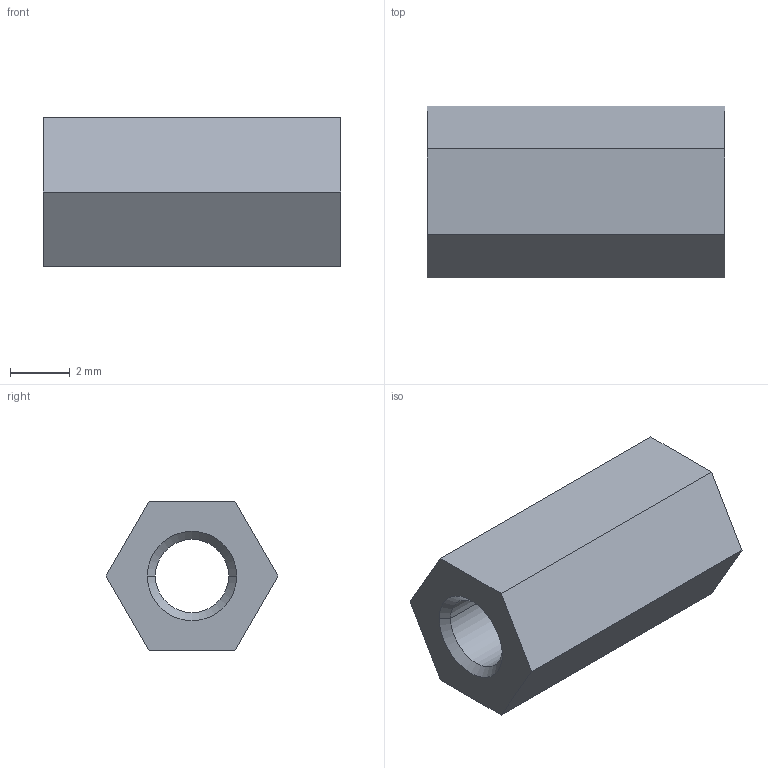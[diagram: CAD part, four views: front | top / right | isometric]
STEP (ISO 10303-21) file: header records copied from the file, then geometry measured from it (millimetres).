
FILE_DESCRIPTION(('STEP AP214'),'1');
FILE_NAME('yp-410.stp','2016-09-15T10:18:25',('TraceParts'),('TraceParts S.A.'),'Spatial InterOp 3D',' ',' ');
FILE_SCHEMA(('automotive_design'));
Length unit declared in the file: millimetre
Products named in the file (1): yp-410
Bounding box: 10 x 5.77 x 5 mm (x, y, z)
Volume: 168.4 mm3; surface area: 282 mm2
Topology: 1 solids, 1 shells, 14 faces, 32 edges, 20 vertices
Faces by surface type: plane 8, cone 4, cylinder 2
Entity records: 411 total; most frequent: DIRECTION 70, CARTESIAN_POINT 67, ORIENTED_EDGE 64, EDGE_CURVE 32, LINE 24, VECTOR 24, AXIS2_PLACEMENT_3D 23, VERTEX_POINT 20
